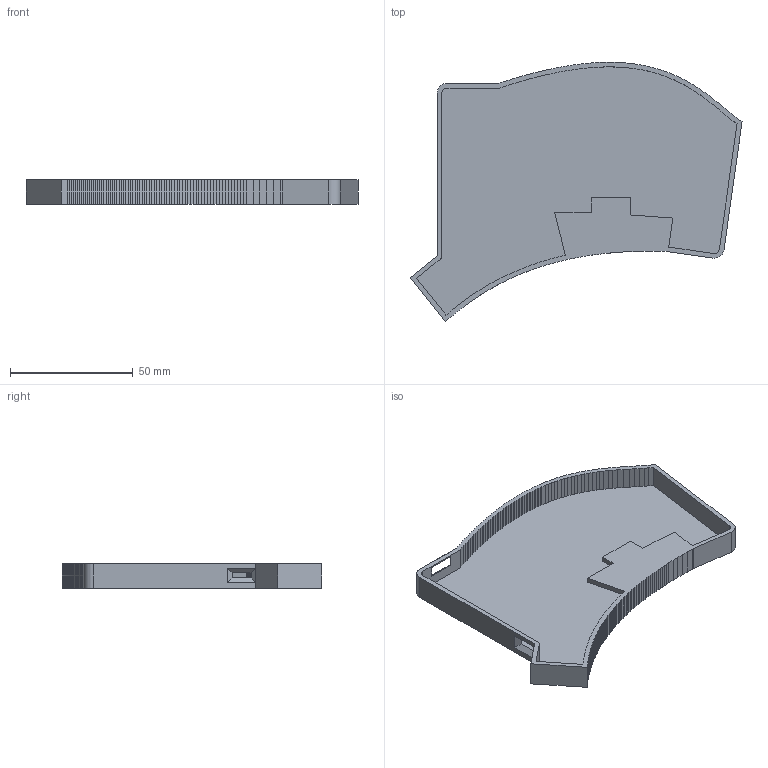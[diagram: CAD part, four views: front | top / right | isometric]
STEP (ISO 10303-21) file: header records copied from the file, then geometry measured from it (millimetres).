
FILE_DESCRIPTION(/* description */ (''),/* implementation_level */ '2;1');
FILE_NAME(/* name */ 'Right Top Case.step',/* time_stamp */ '2026-02-19T23:40:24+09:00',/* author */ (''),/* organization */ (''),/* preprocessor_version */ 'ST-DEVELOPER v20.1',/* originating_system */ 'Autodesk Translation Framework v14.24.0.0',/* authorisation */ '');
FILE_SCHEMA (('AUTOMOTIVE_DESIGN { 1 0 10303 214 3 1 1 }'));
Length unit declared in the file: millimetre
Products named in the file (1): 2026-02-19-23-40-24-028
Bounding box: 135.39 x 105.8 x 10 mm (x, y, z)
Volume: 17792.8 mm3; surface area: 28346.6 mm2
Topology: 1 solids, 1 shells, 356 faces, 1056 edges, 703 vertices
Faces by surface type: plane 351, cylinder 5
Entity records: 11707 total; most frequent: CARTESIAN_POINT 2116, ORIENTED_EDGE 2112, DIRECTION 1780, EDGE_CURVE 1056, LINE 1046, VECTOR 1046, VERTEX_POINT 703, AXIS2_PLACEMENT_3D 367
